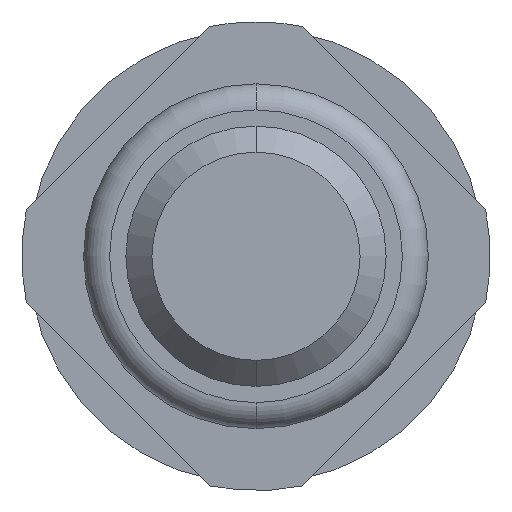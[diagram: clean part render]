
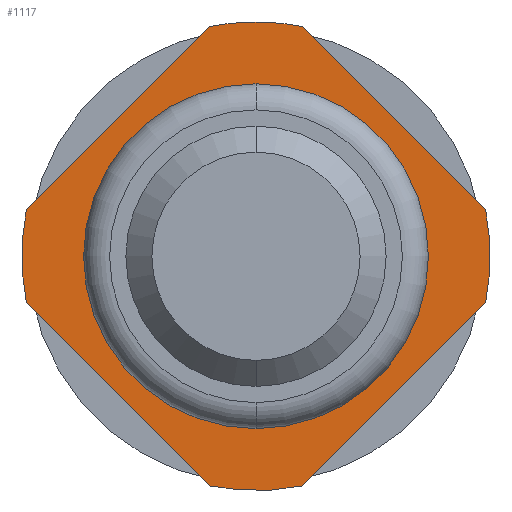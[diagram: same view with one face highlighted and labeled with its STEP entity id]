
A CAD part, front view. The second image highlights one B-rep face of the part: STEP entity #1117.
In plain terms, the highlighted planar face has unit normal (0, -1, 0).
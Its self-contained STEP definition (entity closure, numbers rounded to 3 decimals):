
#24 = VERTEX_POINT ( 'NONE', #452 ) ;
#106 = CARTESIAN_POINT ( 'NONE',  ( -1.764, -2., -0.357 ) ) ;
#173 = ORIENTED_EDGE ( 'NONE', *, *, #1147, .F. ) ;
#201 = LINE ( 'NONE', #2892, #299 ) ;
#299 = VECTOR ( 'NONE', #897, 1000. ) ;
#314 = EDGE_CURVE ( 'Defeature ausgef�hrt3_4+Defeature ausgef�hrt3_0+Defeature ausgef�hrt3_15+Defeature ausgef�hrt3_16', #1656, #1232, #2511, .T. ) ;
#366 = CARTESIAN_POINT ( 'NONE',  ( 0., -2., 0. ) ) ;
#384 = VECTOR ( 'NONE', #3631, 1000. ) ;
#449 = ORIENTED_EDGE ( 'NONE', *, *, #537, .T. ) ;
#452 = CARTESIAN_POINT ( 'NONE',  ( -0.357, -2., 1.764 ) ) ;
#471 = VECTOR ( 'NONE', #1889, 1000. ) ;
#483 = CARTESIAN_POINT ( 'NONE',  ( 1.764, -2., -0.357 ) ) ;
#503 = EDGE_CURVE ( 'Defeature ausgef�hrt3_2+Defeature ausgef�hrt3_0+Defeature ausgef�hrt3_17+Defeature ausgef�hrt3_18', #24, #1109, #3277, .T. ) ;
#537 = EDGE_CURVE ( 'Defeature ausgef�hrt3_0+Defeature ausgef�hrt3_12+Defeature ausgef�hrt3_12+Defeature ausgef�hrt3_12', #2358, #3305, #1159, .T. ) ;
#565 = LINE ( 'NONE', #2740, #384 ) ;
#665 = CARTESIAN_POINT ( 'NONE',  ( 0., -2., 0. ) ) ;
#689 = VERTEX_POINT ( 'NONE', #3634 ) ;
#714 = EDGE_CURVE ( 'Defeature ausgef�hrt3_18+Defeature ausgef�hrt3_0+Defeature ausgef�hrt3_2+Defeature ausgef�hrt3_1', #689, #2720, #2002, .T. ) ;
#793 = DIRECTION ( 'NONE',  ( 0., 0., 1. ) ) ;
#861 = AXIS2_PLACEMENT_3D ( 'NONE', #366, #2692, #2743 ) ;
#897 = DIRECTION ( 'NONE',  ( 0.707, 0., 0.707 ) ) ;
#983 = DIRECTION ( 'NONE',  ( 0., 1., 0. ) ) ;
#1008 = ORIENTED_EDGE ( 'NONE', *, *, #2522, .F. ) ;
#1020 = DIRECTION ( 'NONE',  ( 0., 0., 1. ) ) ;
#1085 = DIRECTION ( 'NONE',  ( 0., 1., 0. ) ) ;
#1109 = VERTEX_POINT ( 'NONE', #3080 ) ;
#1117 = ADVANCED_FACE ( 'Defeature ausgef�hrt3_0', ( #1859, #1954 ), #3390, .F. ) ;
#1136 = EDGE_LOOP ( 'NONE', ( #3261, #3018, #1439, #3363, #1008, #2371, #3734, #3546, #173 ) ) ;
#1147 = EDGE_CURVE ( 'Defeature ausgef�hrt3_1+Defeature ausgef�hrt3_0+Defeature ausgef�hrt3_18+Defeature ausgef�hrt3_15', #2720, #1756, #3698, .T. ) ;
#1159 = CIRCLE ( 'NONE', #1691, 1.325 ) ;
#1232 = VERTEX_POINT ( 'NONE', #2866 ) ;
#1240 = LINE ( 'NONE', #3118, #1286 ) ;
#1286 = VECTOR ( 'NONE', #2306, 1000. ) ;
#1297 = DIRECTION ( 'NONE',  ( 0., 1., 0. ) ) ;
#1304 = CIRCLE ( 'NONE', #1523, 1.8 ) ;
#1307 = EDGE_CURVE ( 'Defeature ausgef�hrt3_16+Defeature ausgef�hrt3_0+Defeature ausgef�hrt3_4+Defeature ausgef�hrt3_3', #1232, #3578, #1240, .T. ) ;
#1308 = CARTESIAN_POINT ( 'NONE',  ( 0., -2., 0. ) ) ;
#1439 = ORIENTED_EDGE ( 'NONE', *, *, #503, .F. ) ;
#1461 = CARTESIAN_POINT ( 'NONE',  ( 0., -2., 1.325 ) ) ;
#1523 = AXIS2_PLACEMENT_3D ( 'NONE', #2450, #3297, #1020 ) ;
#1610 = DIRECTION ( 'NONE',  ( 0., 0., 1. ) ) ;
#1656 = VERTEX_POINT ( 'NONE', #3339 ) ;
#1691 = AXIS2_PLACEMENT_3D ( 'NONE', #1308, #1297, #3318 ) ;
#1756 = VERTEX_POINT ( 'NONE', #483 ) ;
#1826 = AXIS2_PLACEMENT_3D ( 'NONE', #2878, #2321, #2299 ) ;
#1859 = FACE_BOUND ( 'NONE', #3110, .T. ) ;
#1889 = DIRECTION ( 'NONE',  ( 0.707, 0., -0.707 ) ) ;
#1954 = FACE_OUTER_BOUND ( 'NONE', #1136, .T. ) ;
#2002 = LINE ( 'NONE', #2807, #471 ) ;
#2077 = EDGE_CURVE ( 'Defeature ausgef�hrt3_0+Defeature ausgef�hrt3_12+Defeature ausgef�hrt3_12+Defeature ausgef�hrt3_12', #3305, #2358, #2208, .T. ) ;
#2197 = EDGE_CURVE ( 'Defeature ausgef�hrt3_15+Defeature ausgef�hrt3_0+Defeature ausgef�hrt3_1+Defeature ausgef�hrt3_4', #1756, #1656, #565, .T. ) ;
#2208 = CIRCLE ( 'NONE', #3683, 1.325 ) ;
#2225 = CARTESIAN_POINT ( 'NONE',  ( 0., -2., 0. ) ) ;
#2237 = DIRECTION ( 'NONE',  ( 0., 1., 0. ) ) ;
#2248 = EDGE_CURVE ( 'Defeature ausgef�hrt3_2+Defeature ausgef�hrt3_0+Defeature ausgef�hrt3_17+Defeature ausgef�hrt3_18', #1109, #689, #2912, .T. ) ;
#2261 = CARTESIAN_POINT ( 'NONE',  ( 1.764, -2., 0.357 ) ) ;
#2299 = DIRECTION ( 'NONE',  ( 0., 0., 1. ) ) ;
#2306 = DIRECTION ( 'NONE',  ( -0.707, 0., 0.707 ) ) ;
#2321 = DIRECTION ( 'NONE',  ( 0., 1., 0. ) ) ;
#2358 = VERTEX_POINT ( 'NONE', #3460 ) ;
#2371 = ORIENTED_EDGE ( 'NONE', *, *, #1307, .F. ) ;
#2422 = CARTESIAN_POINT ( 'NONE',  ( -1.764, -2., 0.357 ) ) ;
#2450 = CARTESIAN_POINT ( 'NONE',  ( 0., -2., 0. ) ) ;
#2511 = CIRCLE ( 'NONE', #1826, 1.8 ) ;
#2522 = EDGE_CURVE ( 'Defeature ausgef�hrt3_3+Defeature ausgef�hrt3_0+Defeature ausgef�hrt3_16+Defeature ausgef�hrt3_17', #3578, #2890, #1304, .T. ) ;
#2644 = AXIS2_PLACEMENT_3D ( 'NONE', #2225, #2237, #1610 ) ;
#2681 = DIRECTION ( 'NONE',  ( 0., 0., 1. ) ) ;
#2692 = DIRECTION ( 'NONE',  ( 0., 1., 0. ) ) ;
#2701 = CARTESIAN_POINT ( 'NONE',  ( 0., -2., 0. ) ) ;
#2720 = VERTEX_POINT ( 'NONE', #2261 ) ;
#2740 = CARTESIAN_POINT ( 'NONE',  ( 1.961, -2., -0.161 ) ) ;
#2743 = DIRECTION ( 'NONE',  ( 0., 0., 1. ) ) ;
#2807 = CARTESIAN_POINT ( 'NONE',  ( 1.961, -2., 0.161 ) ) ;
#2866 = CARTESIAN_POINT ( 'NONE',  ( -0.357, -2., -1.764 ) ) ;
#2878 = CARTESIAN_POINT ( 'NONE',  ( 0., -2., 0. ) ) ;
#2890 = VERTEX_POINT ( 'NONE', #2422 ) ;
#2892 = CARTESIAN_POINT ( 'NONE',  ( -0.161, -2., 1.961 ) ) ;
#2912 = CIRCLE ( 'NONE', #3606, 1.8 ) ;
#2993 = DIRECTION ( 'NONE',  ( 0., 0., 1. ) ) ;
#2996 = DIRECTION ( 'NONE',  ( 0., 1., 0. ) ) ;
#3018 = ORIENTED_EDGE ( 'NONE', *, *, #2248, .F. ) ;
#3080 = CARTESIAN_POINT ( 'NONE',  ( 0., -2., 1.8 ) ) ;
#3110 = EDGE_LOOP ( 'NONE', ( #3206, #449 ) ) ;
#3118 = CARTESIAN_POINT ( 'NONE',  ( -0.161, -2., -1.961 ) ) ;
#3206 = ORIENTED_EDGE ( 'NONE', *, *, #2077, .T. ) ;
#3261 = ORIENTED_EDGE ( 'NONE', *, *, #714, .F. ) ;
#3277 = CIRCLE ( 'NONE', #861, 1.8 ) ;
#3295 = EDGE_CURVE ( 'Defeature ausgef�hrt3_17+Defeature ausgef�hrt3_0+Defeature ausgef�hrt3_3+Defeature ausgef�hrt3_2', #2890, #24, #201, .T. ) ;
#3297 = DIRECTION ( 'NONE',  ( 0., 1., 0. ) ) ;
#3305 = VERTEX_POINT ( 'NONE', #1461 ) ;
#3318 = DIRECTION ( 'NONE',  ( 0., 0., 1. ) ) ;
#3339 = CARTESIAN_POINT ( 'NONE',  ( 0.357, -2., -1.764 ) ) ;
#3363 = ORIENTED_EDGE ( 'NONE', *, *, #3295, .F. ) ;
#3377 = AXIS2_PLACEMENT_3D ( 'NONE', #3379, #1085, #793 ) ;
#3379 = CARTESIAN_POINT ( 'NONE',  ( 1.8, -2., 0. ) ) ;
#3390 = PLANE ( 'NONE',  #3377 ) ;
#3460 = CARTESIAN_POINT ( 'NONE',  ( 0., -2., -1.325 ) ) ;
#3546 = ORIENTED_EDGE ( 'NONE', *, *, #2197, .F. ) ;
#3578 = VERTEX_POINT ( 'NONE', #106 ) ;
#3606 = AXIS2_PLACEMENT_3D ( 'NONE', #2701, #983, #2993 ) ;
#3631 = DIRECTION ( 'NONE',  ( -0.707, 0., -0.707 ) ) ;
#3634 = CARTESIAN_POINT ( 'NONE',  ( 0.357, -2., 1.764 ) ) ;
#3683 = AXIS2_PLACEMENT_3D ( 'NONE', #665, #2996, #2681 ) ;
#3698 = CIRCLE ( 'NONE', #2644, 1.8 ) ;
#3734 = ORIENTED_EDGE ( 'NONE', *, *, #314, .F. ) ;
